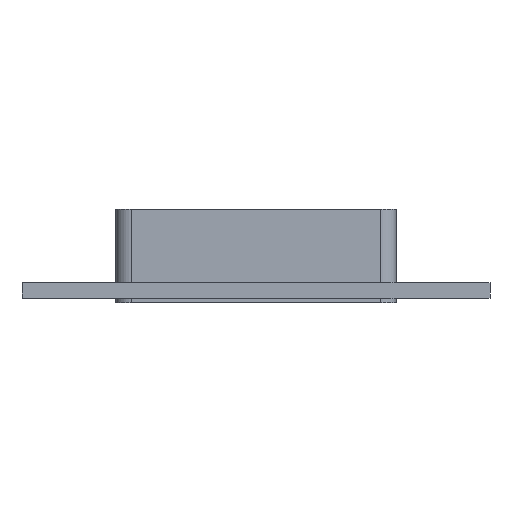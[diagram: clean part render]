
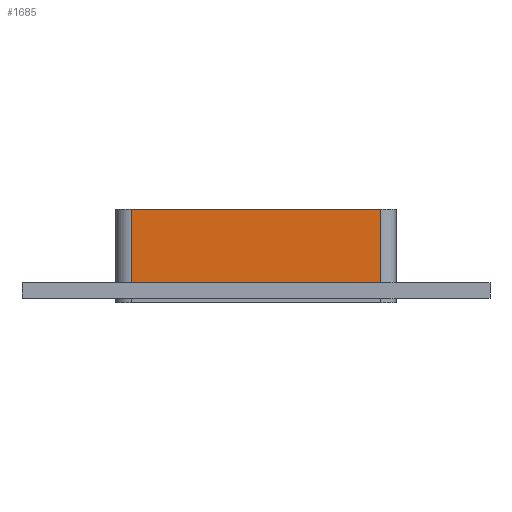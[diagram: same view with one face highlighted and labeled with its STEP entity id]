
A CAD part, left-side view. The second image highlights one B-rep face of the part: STEP entity #1685.
In plain terms, the highlighted planar face has unit normal (-1, 0, 0).
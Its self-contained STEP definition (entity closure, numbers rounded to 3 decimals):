
#735=CARTESIAN_POINT('',(-200.75,-79.75,-17.0));
#736=VERTEX_POINT('',#735);
#744=CARTESIAN_POINT('',(-200.75,79.75,-17.0));
#745=VERTEX_POINT('',#744);
#746=CARTESIAN_POINT('',(-200.75,79.75,-17.0));
#747=DIRECTION('',(0.0,-1.0,0.0));
#748=VECTOR('',#747,159.5);
#749=LINE('',#746,#748);
#750=EDGE_CURVE('',#745,#736,#749,.T.);
#1304=CARTESIAN_POINT('',(-200.75,-79.75,30.0));
#1305=VERTEX_POINT('',#1304);
#1313=CARTESIAN_POINT('',(-200.75,-79.75,30.0));
#1314=DIRECTION('',(0.0,0.0,-1.0));
#1315=VECTOR('',#1314,47.0);
#1316=LINE('',#1313,#1315);
#1317=EDGE_CURVE('',#1305,#736,#1316,.T.);
#1328=CARTESIAN_POINT('',(-200.75,79.75,30.0));
#1329=VERTEX_POINT('',#1328);
#1330=CARTESIAN_POINT('',(-200.75,79.75,-17.0));
#1331=DIRECTION('',(0.0,0.0,1.0));
#1332=VECTOR('',#1331,47.0);
#1333=LINE('',#1330,#1332);
#1334=EDGE_CURVE('',#745,#1329,#1333,.T.);
#1669=CARTESIAN_POINT('',(-200.75,89.75,0.0));
#1670=DIRECTION('',(-1.0,0.0,0.0));
#1671=DIRECTION('',(0.0,-1.0,0.0));
#1672=AXIS2_PLACEMENT_3D('',#1669,#1670,#1671);
#1673=PLANE('',#1672);
#1674=ORIENTED_EDGE('',*,*,#750,.T.);
#1675=ORIENTED_EDGE('',*,*,#1317,.F.);
#1676=CARTESIAN_POINT('',(-200.75,79.75,30.0));
#1677=DIRECTION('',(0.0,-1.0,0.0));
#1678=VECTOR('',#1677,159.5);
#1679=LINE('',#1676,#1678);
#1680=EDGE_CURVE('',#1329,#1305,#1679,.T.);
#1681=ORIENTED_EDGE('',*,*,#1680,.F.);
#1682=ORIENTED_EDGE('',*,*,#1334,.F.);
#1683=EDGE_LOOP('',(#1674,#1675,#1681,#1682));
#1684=FACE_OUTER_BOUND('',#1683,.T.);
#1685=ADVANCED_FACE('',(#1684),#1673,.T.);
